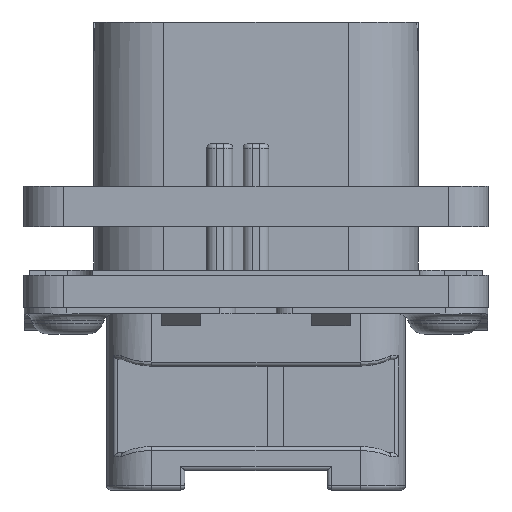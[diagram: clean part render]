
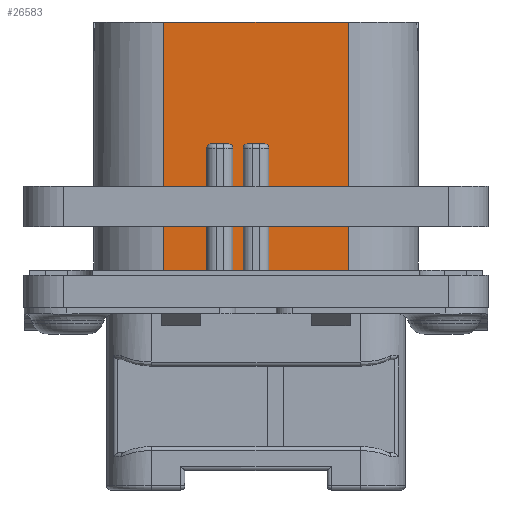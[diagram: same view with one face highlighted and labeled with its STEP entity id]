
A CAD part, front view. The second image highlights one B-rep face of the part: STEP entity #26583.
In plain terms, the highlighted planar face has unit normal (0, -1, 0).
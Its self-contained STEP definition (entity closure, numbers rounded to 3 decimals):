
#1218=DIRECTION('',(1.,0.,0.));
#1219=VECTOR('',#1218,11.4);
#1220=CARTESIAN_POINT('',(-5.7,-9.,17.67));
#1221=LINE('',#1220,#1219);
#1441=DIRECTION('',(0.,0.,1.));
#1442=VECTOR('',#1441,7.87);
#1443=CARTESIAN_POINT('',(-1.44,-9.,2.));
#1444=LINE('',#1443,#1442);
#1445=DIRECTION('',(1.,0.,0.));
#1446=VECTOR('',#1445,1.1);
#1447=CARTESIAN_POINT('',(-2.79,-9.,10.12));
#1448=LINE('',#1447,#1446);
#1449=DIRECTION('',(0.,0.,1.));
#1450=VECTOR('',#1449,7.87);
#1451=CARTESIAN_POINT('',(-3.04,-9.,2.));
#1452=LINE('',#1451,#1450);
#1453=DIRECTION('',(0.,0.,-1.));
#1454=VECTOR('',#1453,15.67);
#1455=CARTESIAN_POINT('',(-5.7,-9.,17.67));
#1456=LINE('',#1455,#1454);
#1457=DIRECTION('',(0.,0.,-1.));
#1458=VECTOR('',#1457,15.67);
#1459=CARTESIAN_POINT('',(5.7,-9.,17.67));
#1460=LINE('',#1459,#1458);
#1461=DIRECTION('',(0.,0.,1.));
#1462=VECTOR('',#1461,7.87);
#1463=CARTESIAN_POINT('',(0.8,-9.,2.));
#1464=LINE('',#1463,#1462);
#1465=DIRECTION('',(1.,0.,0.));
#1466=VECTOR('',#1465,1.1);
#1467=CARTESIAN_POINT('',(-0.55,-9.,10.12));
#1468=LINE('',#1467,#1466);
#1469=DIRECTION('',(0.,0.,1.));
#1470=VECTOR('',#1469,7.87);
#1471=CARTESIAN_POINT('',(-0.8,-9.,2.));
#1472=LINE('',#1471,#1470);
#1486=CARTESIAN_POINT('',(-1.69,-9.,9.87));
#1487=DIRECTION('',(0.,1.,0.));
#1488=DIRECTION('',(0.,0.,1.));
#1489=AXIS2_PLACEMENT_3D('',#1486,#1487,#1488);
#1569=DIRECTION('',(1.,0.,0.));
#1570=VECTOR('',#1569,0.64);
#1571=CARTESIAN_POINT('',(-1.44,-9.,2.));
#1572=LINE('',#1571,#1570);
#1585=CARTESIAN_POINT('',(-0.55,-9.,9.87));
#1586=DIRECTION('',(0.,1.,0.));
#1587=DIRECTION('',(-1.,0.,0.));
#1588=AXIS2_PLACEMENT_3D('',#1585,#1586,#1587);
#1617=CARTESIAN_POINT('',(0.55,-9.,9.87));
#1618=DIRECTION('',(0.,1.,0.));
#1619=DIRECTION('',(0.,0.,1.));
#1620=AXIS2_PLACEMENT_3D('',#1617,#1618,#1619);
#1638=DIRECTION('',(1.,0.,0.));
#1639=VECTOR('',#1638,4.9);
#1640=CARTESIAN_POINT('',(0.8,-9.,2.));
#1641=LINE('',#1640,#1639);
#4260=DIRECTION('',(1.,0.,0.));
#4261=VECTOR('',#4260,2.66);
#4262=CARTESIAN_POINT('',(-5.7,-9.,2.));
#4263=LINE('',#4262,#4261);
#10511=CARTESIAN_POINT('',(-2.79,-9.,9.87));
#10512=DIRECTION('',(0.,1.,0.));
#10513=DIRECTION('',(-1.,0.,0.));
#10514=AXIS2_PLACEMENT_3D('',#10511,#10512,#10513);
#21207=CARTESIAN_POINT('',(-5.7,-9.,17.67));
#21208=CARTESIAN_POINT('',(-5.7,-9.,2.));
#21209=VERTEX_POINT('',#21207);
#21210=VERTEX_POINT('',#21208);
#21211=CARTESIAN_POINT('',(5.7,-9.,17.67));
#21212=CARTESIAN_POINT('',(5.7,-9.,2.));
#21213=VERTEX_POINT('',#21211);
#21214=VERTEX_POINT('',#21212);
#23194=CARTESIAN_POINT('',(-3.04,-9.,2.));
#23195=VERTEX_POINT('',#23194);
#23196=CARTESIAN_POINT('',(-1.44,-9.,2.));
#23197=CARTESIAN_POINT('',(-0.8,-9.,2.));
#23198=VERTEX_POINT('',#23196);
#23199=VERTEX_POINT('',#23197);
#23200=CARTESIAN_POINT('',(0.8,-9.,2.));
#23201=VERTEX_POINT('',#23200);
#23291=CARTESIAN_POINT('',(-1.44,-9.,9.87));
#23293=VERTEX_POINT('',#23291);
#23295=CARTESIAN_POINT('',(-1.69,-9.,10.12));
#23297=VERTEX_POINT('',#23295);
#23310=CARTESIAN_POINT('',(-2.79,-9.,10.12));
#23311=VERTEX_POINT('',#23310);
#23312=CARTESIAN_POINT('',(-3.04,-9.,9.87));
#23313=VERTEX_POINT('',#23312);
#23315=CARTESIAN_POINT('',(0.8,-9.,9.87));
#23317=VERTEX_POINT('',#23315);
#23319=CARTESIAN_POINT('',(0.55,-9.,10.12));
#23321=VERTEX_POINT('',#23319);
#23334=CARTESIAN_POINT('',(-0.55,-9.,10.12));
#23335=VERTEX_POINT('',#23334);
#23336=CARTESIAN_POINT('',(-0.8,-9.,9.87));
#23337=VERTEX_POINT('',#23336);
#26546=CARTESIAN_POINT('',(-10.05,-9.,2.));
#26547=DIRECTION('',(0.,-1.,0.));
#26548=DIRECTION('',(1.,0.,0.));
#26549=AXIS2_PLACEMENT_3D('',#26546,#26547,#26548);
#26550=PLANE('',#26549);
#26552=ORIENTED_EDGE('',*,*,#26551,.T.);
#26554=ORIENTED_EDGE('',*,*,#26553,.F.);
#26556=ORIENTED_EDGE('',*,*,#26555,.F.);
#26558=ORIENTED_EDGE('',*,*,#26557,.F.);
#26560=ORIENTED_EDGE('',*,*,#26559,.F.);
#26562=ORIENTED_EDGE('',*,*,#26561,.F.);
#26564=ORIENTED_EDGE('',*,*,#26563,.F.);
#26565=ORIENTED_EDGE('',*,*,#26431,.T.);
#26566=ORIENTED_EDGE('',*,*,#26341,.T.);
#26568=ORIENTED_EDGE('',*,*,#26567,.F.);
#26570=ORIENTED_EDGE('',*,*,#26569,.T.);
#26572=ORIENTED_EDGE('',*,*,#26571,.F.);
#26574=ORIENTED_EDGE('',*,*,#26573,.F.);
#26576=ORIENTED_EDGE('',*,*,#26575,.F.);
#26578=ORIENTED_EDGE('',*,*,#26577,.F.);
#26580=ORIENTED_EDGE('',*,*,#26579,.F.);
#26581=EDGE_LOOP('',(#26552,#26554,#26556,#26558,#26560,#26562,#26564,#26565,
#26566,#26568,#26570,#26572,#26574,#26576,#26578,#26580));
#26582=FACE_OUTER_BOUND('',#26581,.F.);
#26583=ADVANCED_FACE('',(#26582),#26550,.T.);
#1490=CIRCLE('',#1489,0.25);
#1589=CIRCLE('',#1588,0.25);
#1621=CIRCLE('',#1620,0.25);
#10515=CIRCLE('',#10514,0.25);
#26341=EDGE_CURVE('',#21213,#21214,#1460,.T.);
#26431=EDGE_CURVE('',#21209,#21213,#1221,.T.);
#26551=EDGE_CURVE('',#23198,#23293,#1444,.T.);
#26553=EDGE_CURVE('',#23297,#23293,#1490,.T.);
#26555=EDGE_CURVE('',#23311,#23297,#1448,.T.);
#26557=EDGE_CURVE('',#23313,#23311,#10515,.T.);
#26559=EDGE_CURVE('',#23195,#23313,#1452,.T.);
#26561=EDGE_CURVE('',#21210,#23195,#4263,.T.);
#26563=EDGE_CURVE('',#21209,#21210,#1456,.T.);
#26567=EDGE_CURVE('',#23201,#21214,#1641,.T.);
#26569=EDGE_CURVE('',#23201,#23317,#1464,.T.);
#26571=EDGE_CURVE('',#23321,#23317,#1621,.T.);
#26573=EDGE_CURVE('',#23335,#23321,#1468,.T.);
#26575=EDGE_CURVE('',#23337,#23335,#1589,.T.);
#26577=EDGE_CURVE('',#23199,#23337,#1472,.T.);
#26579=EDGE_CURVE('',#23198,#23199,#1572,.T.);
